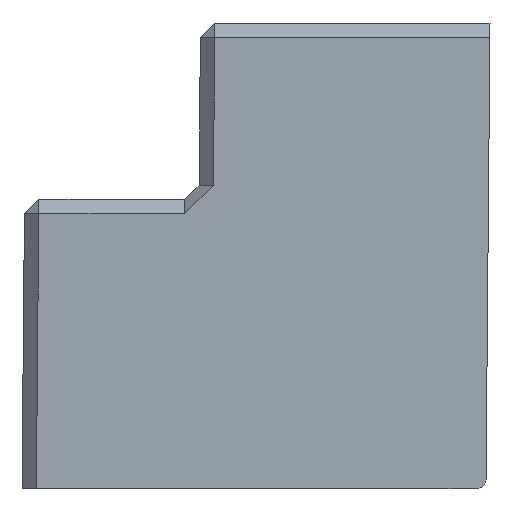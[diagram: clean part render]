
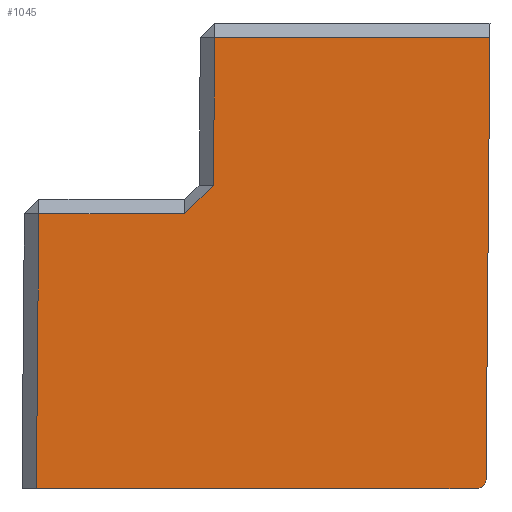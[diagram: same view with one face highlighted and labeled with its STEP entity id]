
A CAD part, front view. The second image highlights one B-rep face of the part: STEP entity #1045.
In plain terms, the highlighted planar face has unit normal (0, -1, 0).
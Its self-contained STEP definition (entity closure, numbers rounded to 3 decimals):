
#746=AXIS2_PLACEMENT_3D('Circle Axis2P3D',#744,#745,$) ;
#1028=AXIS2_PLACEMENT_3D('Plane Axis2P3D',#1025,#1026,#1027) ;
#514=CARTESIAN_POINT('Vertex',(-35.869,-9.419,15.3)) ;
#517=CARTESIAN_POINT('Line Origine',(-35.062,-9.419,16.096)) ;
#521=CARTESIAN_POINT('Vertex',(-34.255,-9.419,16.893)) ;
#702=CARTESIAN_POINT('Vertex',(-19.572,-9.419,0.)) ;
#705=CARTESIAN_POINT('Line Origine',(-31.844,-9.419,0.)) ;
#709=CARTESIAN_POINT('Vertex',(-44.117,-9.419,0.)) ;
#741=CARTESIAN_POINT('Vertex',(-19.072,-9.419,0.496)) ;
#744=CARTESIAN_POINT('Axis2P3D Location',(-19.572,-9.419,0.5)) ;
#761=CARTESIAN_POINT('Line Origine',(-31.883,-9.419,15.3)) ;
#765=CARTESIAN_POINT('Vertex',(-43.983,-9.419,15.3)) ;
#847=CARTESIAN_POINT('Line Origine',(-44.004,-9.419,12.95)) ;
#986=CARTESIAN_POINT('Vertex',(-18.857,-9.419,25.1)) ;
#989=CARTESIAN_POINT('Line Origine',(-18.964,-9.419,12.798)) ;
#1007=CARTESIAN_POINT('Line Origine',(-34.289,-9.419,12.95)) ;
#1011=CARTESIAN_POINT('Vertex',(-34.183,-9.419,25.1)) ;
#1025=CARTESIAN_POINT('Axis2P3D Location',(0.,-9.419,0.)) ;
#1030=CARTESIAN_POINT('Line Origine',(-26.52,-9.419,25.1)) ;
#518=DIRECTION('Vector Direction',(0.712,0.,0.702)) ;
#706=DIRECTION('Vector Direction',(1.,0.,0.)) ;
#745=DIRECTION('Axis2P3D Direction',(0.,1.,0.)) ;
#762=DIRECTION('Vector Direction',(-1.,0.,0.)) ;
#848=DIRECTION('Vector Direction',(-0.009,0.,-1.)) ;
#990=DIRECTION('Vector Direction',(0.009,0.,1.)) ;
#1008=DIRECTION('Vector Direction',(-0.009,0.,-1.)) ;
#1026=DIRECTION('Axis2P3D Direction',(0.,1.,-0.)) ;
#1027=DIRECTION('Axis2P3D XDirection',(-1.,0.,0.)) ;
#1031=DIRECTION('Vector Direction',(-1.,0.,0.)) ;
#519=VECTOR('Line Direction',#518,1.) ;
#707=VECTOR('Line Direction',#706,1.) ;
#763=VECTOR('Line Direction',#762,1.) ;
#849=VECTOR('Line Direction',#848,1.) ;
#991=VECTOR('Line Direction',#990,1.) ;
#1009=VECTOR('Line Direction',#1008,1.) ;
#1032=VECTOR('Line Direction',#1031,1.) ;
#1036=ORIENTED_EDGE('',*,*,#748,.F.) ;
#1037=ORIENTED_EDGE('',*,*,#993,.F.) ;
#1038=ORIENTED_EDGE('',*,*,#1034,.F.) ;
#1039=ORIENTED_EDGE('',*,*,#1013,.F.) ;
#1040=ORIENTED_EDGE('',*,*,#523,.F.) ;
#1041=ORIENTED_EDGE('',*,*,#767,.F.) ;
#1042=ORIENTED_EDGE('',*,*,#851,.F.) ;
#1043=ORIENTED_EDGE('',*,*,#711,.F.) ;
#1045=ADVANCED_FACE('Body.2',(#1044),#1029,.F.) ;
#747=CIRCLE('generated circle',#746,0.5) ;
#523=EDGE_CURVE('',#515,#522,#520,.T.) ;
#711=EDGE_CURVE('',#703,#710,#708,.F.) ;
#748=EDGE_CURVE('',#742,#703,#747,.T.) ;
#767=EDGE_CURVE('',#766,#515,#764,.F.) ;
#851=EDGE_CURVE('',#710,#766,#850,.F.) ;
#993=EDGE_CURVE('',#987,#742,#992,.F.) ;
#1013=EDGE_CURVE('',#522,#1012,#1010,.F.) ;
#1034=EDGE_CURVE('',#1012,#987,#1033,.F.) ;
#1035=EDGE_LOOP('',(#1036,#1037,#1038,#1039,#1040,#1041,#1042,#1043)) ;
#1044=FACE_OUTER_BOUND('',#1035,.T.) ;
#520=LINE('Line',#517,#519) ;
#708=LINE('Line',#705,#707) ;
#764=LINE('Line',#761,#763) ;
#850=LINE('Line',#847,#849) ;
#992=LINE('Line',#989,#991) ;
#1010=LINE('Line',#1007,#1009) ;
#1033=LINE('Line',#1030,#1032) ;
#1029=PLANE('',#1028) ;
#515=VERTEX_POINT('',#514) ;
#522=VERTEX_POINT('',#521) ;
#703=VERTEX_POINT('',#702) ;
#710=VERTEX_POINT('',#709) ;
#742=VERTEX_POINT('',#741) ;
#766=VERTEX_POINT('',#765) ;
#987=VERTEX_POINT('',#986) ;
#1012=VERTEX_POINT('',#1011) ;
